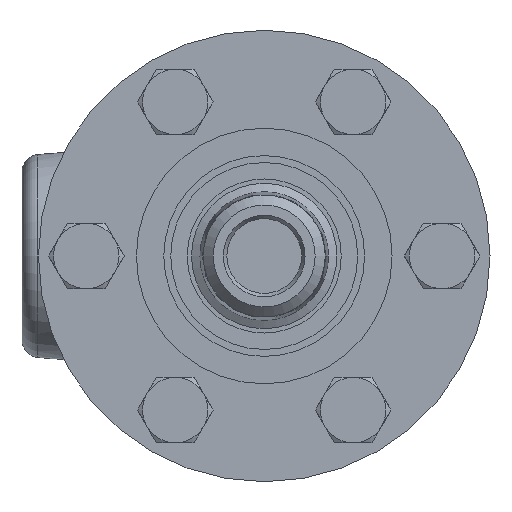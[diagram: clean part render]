
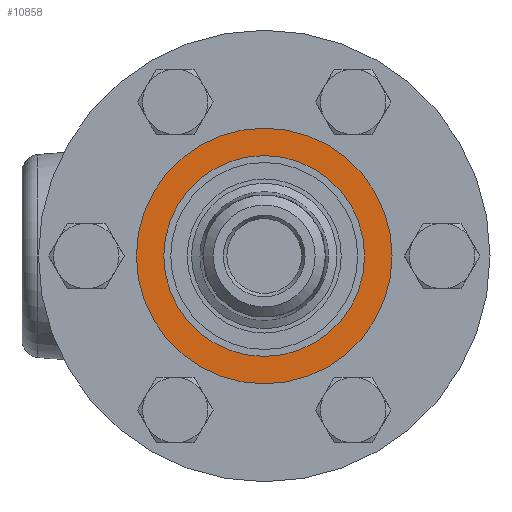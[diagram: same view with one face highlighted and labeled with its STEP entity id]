
A CAD part, left-side view. The second image highlights one B-rep face of the part: STEP entity #10858.
In plain terms, the highlighted planar face has unit normal (-1, 0, 0).
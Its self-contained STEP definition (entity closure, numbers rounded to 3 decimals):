
#864=PLANE('',#11749);
#944=FACE_BOUND('',#2153,.T.);
#1487=FACE_OUTER_BOUND('',#2152,.T.);
#2152=EDGE_LOOP('',(#9817,#9818));
#2153=EDGE_LOOP('',(#9819,#9820));
#4236=CIRCLE('',#11747,21.717);
#4237=CIRCLE('',#11748,21.717);
#4238=CIRCLE('',#11750,17.056);
#4239=CIRCLE('',#11751,17.056);
#5296=VERTEX_POINT('',#62714);
#5297=VERTEX_POINT('',#62715);
#5298=VERTEX_POINT('',#62720);
#5299=VERTEX_POINT('',#62721);
#6836=EDGE_CURVE('',#5296,#5297,#4236,.T.);
#6837=EDGE_CURVE('',#5297,#5296,#4237,.T.);
#6839=EDGE_CURVE('',#5298,#5299,#4238,.T.);
#6840=EDGE_CURVE('',#5299,#5298,#4239,.T.);
#9817=ORIENTED_EDGE('',*,*,#6836,.T.);
#9818=ORIENTED_EDGE('',*,*,#6837,.T.);
#9819=ORIENTED_EDGE('',*,*,#6839,.F.);
#9820=ORIENTED_EDGE('',*,*,#6840,.F.);
#10858=ADVANCED_FACE('',(#1487,#944),#864,.T.);
#11747=AXIS2_PLACEMENT_3D('',#62716,#14053,#14054);
#11748=AXIS2_PLACEMENT_3D('',#62717,#14055,#14056);
#11749=AXIS2_PLACEMENT_3D('',#62719,#14058,#14059);
#11750=AXIS2_PLACEMENT_3D('',#62722,#14060,#14061);
#11751=AXIS2_PLACEMENT_3D('',#62723,#14062,#14063);
#14053=DIRECTION('center_axis',(-1.,0.,0.));
#14054=DIRECTION('ref_axis',(0.,1.,0.));
#14055=DIRECTION('center_axis',(-1.,0.,0.));
#14056=DIRECTION('ref_axis',(0.,1.,0.));
#14058=DIRECTION('center_axis',(-1.,0.,0.));
#14059=DIRECTION('ref_axis',(0.,0.,1.));
#14060=DIRECTION('center_axis',(-1.,0.,0.));
#14061=DIRECTION('ref_axis',(0.,1.,0.));
#14062=DIRECTION('center_axis',(-1.,0.,0.));
#14063=DIRECTION('ref_axis',(0.,1.,0.));
#62714=CARTESIAN_POINT('',(-37.719,21.717,0.));
#62715=CARTESIAN_POINT('',(-37.719,-21.717,0.));
#62716=CARTESIAN_POINT('Origin',(-37.719,0.,0.));
#62717=CARTESIAN_POINT('Origin',(-37.719,0.,0.));
#62719=CARTESIAN_POINT('Origin',(-37.719,19.387,0.));
#62720=CARTESIAN_POINT('',(-37.719,17.056,0.));
#62721=CARTESIAN_POINT('',(-37.719,-17.056,0.));
#62722=CARTESIAN_POINT('Origin',(-37.719,0.,0.));
#62723=CARTESIAN_POINT('Origin',(-37.719,0.,0.));
